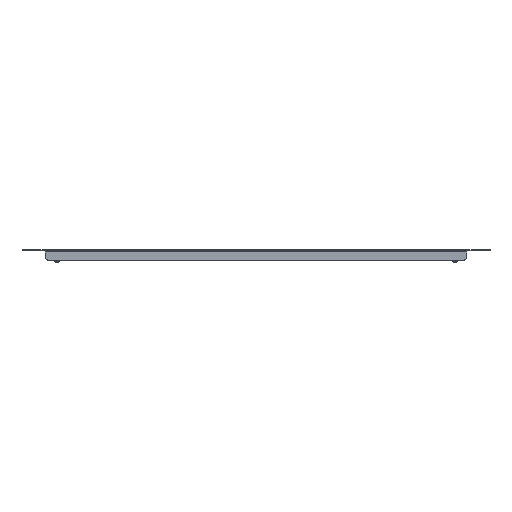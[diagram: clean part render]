
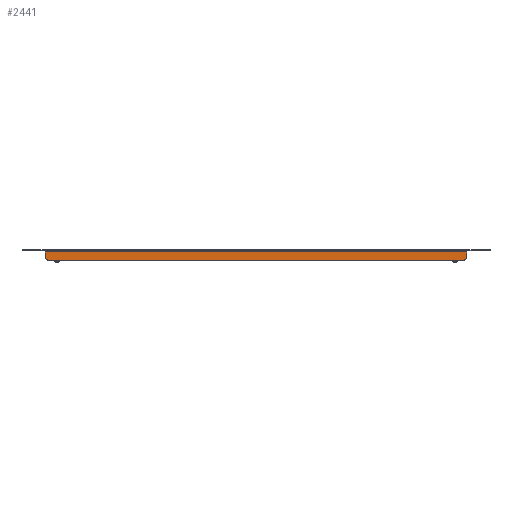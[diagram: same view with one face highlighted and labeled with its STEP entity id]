
A CAD part, front view. The second image highlights one B-rep face of the part: STEP entity #2441.
In plain terms, the highlighted planar face has unit normal (0, -1, 0).
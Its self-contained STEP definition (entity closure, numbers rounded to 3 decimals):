
#24 = EDGE_CURVE ( 'NONE', #412, #1516, #2782, .T. ) ;
#132 = EDGE_CURVE ( 'NONE', #624, #1675, #1186, .T. ) ;
#164 = ORIENTED_EDGE ( 'NONE', *, *, #782, .T. ) ;
#175 = CIRCLE ( 'NONE', #2972, 5. ) ;
#300 = DIRECTION ( 'NONE',  ( 0., -1., 0. ) ) ;
#379 = DIRECTION ( 'NONE',  ( -1., 0., 0. ) ) ;
#411 = ORIENTED_EDGE ( 'NONE', *, *, #24, .F. ) ;
#412 = VERTEX_POINT ( 'NONE', #2040 ) ;
#532 = CARTESIAN_POINT ( 'NONE',  ( -301.357, -735., -3. ) ) ;
#561 = CARTESIAN_POINT ( 'NONE',  ( 296.357, -735., -10. ) ) ;
#578 = DIRECTION ( 'NONE',  ( -1., 0., 0. ) ) ;
#624 = VERTEX_POINT ( 'NONE', #532 ) ;
#643 = CARTESIAN_POINT ( 'NONE',  ( 0., -735., 0. ) ) ;
#782 = EDGE_CURVE ( 'NONE', #898, #1516, #1379, .T. ) ;
#855 = CARTESIAN_POINT ( 'NONE',  ( -296.357, -735., -10. ) ) ;
#898 = VERTEX_POINT ( 'NONE', #3130 ) ;
#975 = EDGE_LOOP ( 'NONE', ( #3376, #164, #411, #1174, #2809, #1224 ) ) ;
#1022 = AXIS2_PLACEMENT_3D ( 'NONE', #643, #2678, #1691 ) ;
#1031 = VECTOR ( 'NONE', #3172, 1000. ) ;
#1056 = AXIS2_PLACEMENT_3D ( 'NONE', #855, #1905, #578 ) ;
#1121 = CARTESIAN_POINT ( 'NONE',  ( 301.357, -735., -10. ) ) ;
#1156 = VECTOR ( 'NONE', #2301, 1000. ) ;
#1174 = ORIENTED_EDGE ( 'NONE', *, *, #1959, .T. ) ;
#1186 = LINE ( 'NONE', #2251, #1156 ) ;
#1190 = LINE ( 'NONE', #2255, #1031 ) ;
#1224 = ORIENTED_EDGE ( 'NONE', *, *, #132, .F. ) ;
#1300 = LINE ( 'NONE', #1593, #3378 ) ;
#1379 = CIRCLE ( 'NONE', #1056, 5. ) ;
#1394 = PLANE ( 'NONE',  #1022 ) ;
#1516 = VERTEX_POINT ( 'NONE', #2297 ) ;
#1593 = CARTESIAN_POINT ( 'NONE',  ( 301.357, -735., -15. ) ) ;
#1617 = DIRECTION ( 'NONE',  ( -1., 0., 0. ) ) ;
#1675 = VERTEX_POINT ( 'NONE', #1942 ) ;
#1691 = DIRECTION ( 'NONE',  ( -1., 0., 0. ) ) ;
#1905 = DIRECTION ( 'NONE',  ( 0., -1., 0. ) ) ;
#1942 = CARTESIAN_POINT ( 'NONE',  ( 301.357, -735., -3. ) ) ;
#1959 = EDGE_CURVE ( 'NONE', #412, #2785, #175, .T. ) ;
#2040 = CARTESIAN_POINT ( 'NONE',  ( 296.357, -735., -15. ) ) ;
#2119 = DIRECTION ( 'NONE',  ( 0., 0., 1. ) ) ;
#2242 = EDGE_CURVE ( 'NONE', #2785, #1675, #1300, .T. ) ;
#2251 = CARTESIAN_POINT ( 'NONE',  ( 335., -735., -3. ) ) ;
#2255 = CARTESIAN_POINT ( 'NONE',  ( -301.357, -735., -15. ) ) ;
#2270 = CARTESIAN_POINT ( 'NONE',  ( 335., -735., -15. ) ) ;
#2297 = CARTESIAN_POINT ( 'NONE',  ( -296.357, -735., -15. ) ) ;
#2301 = DIRECTION ( 'NONE',  ( 1., 0., 0. ) ) ;
#2441 = ADVANCED_FACE ( 'NONE', ( #3211 ), #1394, .F. ) ;
#2678 = DIRECTION ( 'NONE',  ( 0., 1., 0. ) ) ;
#2782 = LINE ( 'NONE', #2270, #3235 ) ;
#2785 = VERTEX_POINT ( 'NONE', #1121 ) ;
#2809 = ORIENTED_EDGE ( 'NONE', *, *, #2242, .T. ) ;
#2972 = AXIS2_PLACEMENT_3D ( 'NONE', #561, #300, #1617 ) ;
#3130 = CARTESIAN_POINT ( 'NONE',  ( -301.357, -735., -10. ) ) ;
#3172 = DIRECTION ( 'NONE',  ( 0., 0., 1. ) ) ;
#3211 = FACE_OUTER_BOUND ( 'NONE', #975, .T. ) ;
#3223 = EDGE_CURVE ( 'NONE', #898, #624, #1190, .T. ) ;
#3235 = VECTOR ( 'NONE', #379, 1000. ) ;
#3376 = ORIENTED_EDGE ( 'NONE', *, *, #3223, .F. ) ;
#3378 = VECTOR ( 'NONE', #2119, 1000. ) ;
